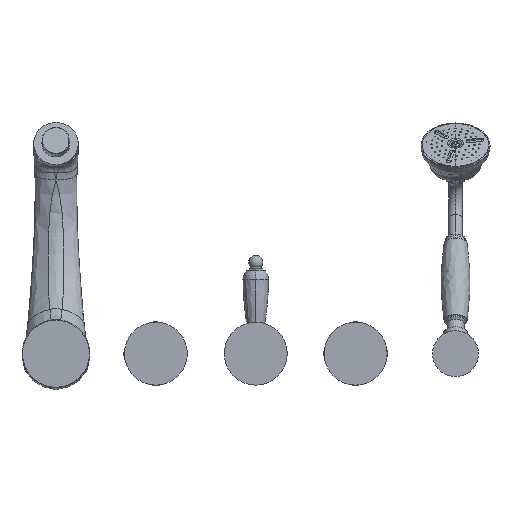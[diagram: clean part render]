
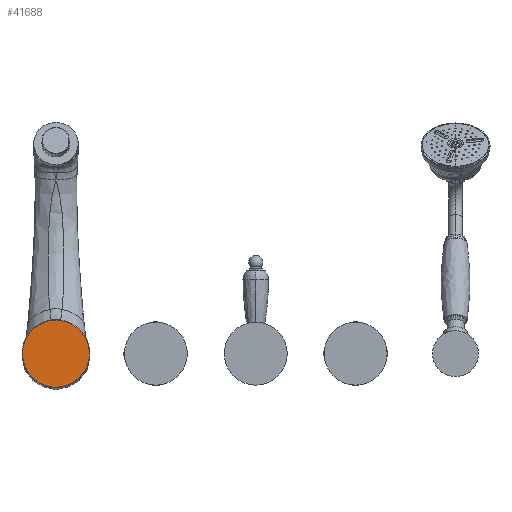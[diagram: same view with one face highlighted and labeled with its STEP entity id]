
A CAD part, front view. The second image highlights one B-rep face of the part: STEP entity #41688.
In plain terms, the highlighted planar face has unit normal (0, -1, 0).
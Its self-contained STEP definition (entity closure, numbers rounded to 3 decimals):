
#39749=CARTESIAN_POINT('',(-166.502,-25.2,-0.167));
#39750=CARTESIAN_POINT('',(-166.503,-25.2,-2.109));
#39751=CARTESIAN_POINT('',(-166.847,-25.2,-5.993));
#39752=CARTESIAN_POINT('',(-168.374,-25.2,-11.683));
#39753=CARTESIAN_POINT('',(-170.873,-25.2,-17.001));
#39754=CARTESIAN_POINT('',(-174.28,-25.2,-21.836));
#39755=CARTESIAN_POINT('',(-178.464,-25.2,-25.981));
#39756=CARTESIAN_POINT('',(-183.335,-25.2,-29.349));
#39757=CARTESIAN_POINT('',(-188.692,-25.2,-31.806));
#39758=CARTESIAN_POINT('',(-194.411,-25.2,-33.291));
#39759=CARTESIAN_POINT('',(-199.305,-25.2,-33.68));
#39760=CARTESIAN_POINT('',(-202.169,-25.2,-33.531));
#39761=CARTESIAN_POINT('',(-203.098,-25.2,-33.443));
#39763=CARTESIAN_POINT('',(-203.098,-25.2,-33.443));
#39764=CARTESIAN_POINT('',(-203.795,-25.2,-33.378));
#39765=CARTESIAN_POINT('',(-206.462,-25.2,-33.045));
#39766=CARTESIAN_POINT('',(-211.015,-25.2,-31.913));
#39767=CARTESIAN_POINT('',(-216.456,-25.2,-29.472));
#39768=CARTESIAN_POINT('',(-221.404,-25.2,-26.095));
#39769=CARTESIAN_POINT('',(-225.656,-25.2,-21.917));
#39770=CARTESIAN_POINT('',(-229.11,-25.2,-17.04));
#39771=CARTESIAN_POINT('',(-231.642,-25.2,-11.651));
#39772=CARTESIAN_POINT('',(-233.161,-25.2,-5.936));
#39773=CARTESIAN_POINT('',(-233.497,-25.2,-2.095));
#39774=CARTESIAN_POINT('',(-233.498,-25.2,-0.167));
#39776=CARTESIAN_POINT('',(-233.498,-25.2,-0.167));
#39777=CARTESIAN_POINT('',(-233.497,-25.2,1.844));
#39778=CARTESIAN_POINT('',(-233.13,-25.2,5.868));
#39779=CARTESIAN_POINT('',(-231.508,-25.2,11.744));
#39780=CARTESIAN_POINT('',(-228.849,-25.2,17.228));
#39781=CARTESIAN_POINT('',(-225.241,-25.2,22.17));
#39782=CARTESIAN_POINT('',(-220.809,-25.2,26.372));
#39783=CARTESIAN_POINT('',(-215.669,-25.2,29.729));
#39784=CARTESIAN_POINT('',(-210.043,-25.2,32.093));
#39785=CARTESIAN_POINT('',(-204.718,-25.2,33.267));
#39786=CARTESIAN_POINT('',(-201.347,-25.2,33.491));
#39787=CARTESIAN_POINT('',(-200.,-25.2,33.5));
#39789=CARTESIAN_POINT('',(-200.,-25.2,33.5));
#39790=CARTESIAN_POINT('',(-198.473,-25.2,33.49));
#39791=CARTESIAN_POINT('',(-194.93,-25.2,33.226));
#39792=CARTESIAN_POINT('',(-189.48,-25.2,31.935));
#39793=CARTESIAN_POINT('',(-183.932,-25.2,29.51));
#39794=CARTESIAN_POINT('',(-178.875,-25.2,26.116));
#39795=CARTESIAN_POINT('',(-174.524,-25.2,21.895));
#39796=CARTESIAN_POINT('',(-170.992,-25.2,16.956));
#39797=CARTESIAN_POINT('',(-168.4,-25.2,11.487));
#39798=CARTESIAN_POINT('',(-166.846,-25.2,5.684));
#39799=CARTESIAN_POINT('',(-166.503,-25.2,1.789));
#39800=CARTESIAN_POINT('',(-166.502,-25.2,-0.167));
#41204=VERTEX_POINT('',#39749);
#41205=VERTEX_POINT('',#39761);
#41209=VERTEX_POINT('',#39789);
#41211=VERTEX_POINT('',#39774);
#41676=CARTESIAN_POINT('',(-200.,-25.2,0.));
#41677=DIRECTION('',(0.,1.,0.));
#41678=DIRECTION('',(1.,0.,0.));
#41679=AXIS2_PLACEMENT_3D('',#41676,#41677,#41678);
#41680=PLANE('',#41679);
#41682=ORIENTED_EDGE('',*,*,#41681,.T.);
#41683=ORIENTED_EDGE('',*,*,#41662,.T.);
#41684=ORIENTED_EDGE('',*,*,#41315,.T.);
#41685=ORIENTED_EDGE('',*,*,#41388,.T.);
#41686=EDGE_LOOP('',(#41682,#41683,#41684,#41685));
#41687=FACE_OUTER_BOUND('',#41686,.F.);
#41688=ADVANCED_FACE('',(#41687),#41680,.F.);
#39762=B_SPLINE_CURVE_WITH_KNOTS('',3,(#39749,#39750,#39751,#39752,#39753,
#39754,#39755,#39756,#39757,#39758,#39759,#39760,#39761),.UNSPECIFIED.,.F.,.F.,(
4,1,1,1,1,1,1,1,1,1,4),(0.,0.105,0.211,
0.316,0.422,0.527,0.632,
0.738,0.843,0.948,1.),.UNSPECIFIED.);
#39775=B_SPLINE_CURVE_WITH_KNOTS('',3,(#39763,#39764,#39765,#39766,#39767,
#39768,#39769,#39770,#39771,#39772,#39773,#39774),.UNSPECIFIED.,.F.,.F.,(4,1,1,
1,1,1,1,1,1,4),(0.,0.042,0.162,0.282,
0.401,0.521,0.641,0.761,
0.88,1.),.UNSPECIFIED.);
#39788=B_SPLINE_CURVE_WITH_KNOTS('',3,(#39776,#39777,#39778,#39779,#39780,
#39781,#39782,#39783,#39784,#39785,#39786,#39787),.UNSPECIFIED.,.F.,.F.,(4,1,1,
1,1,1,1,1,1,4),(0.,0.115,0.231,0.346,
0.461,0.576,0.692,0.807,
0.922,1.),.UNSPECIFIED.);
#39801=B_SPLINE_CURVE_WITH_KNOTS('',3,(#39789,#39790,#39791,#39792,#39793,
#39794,#39795,#39796,#39797,#39798,#39799,#39800),.UNSPECIFIED.,.F.,.F.,(4,1,1,
1,1,1,1,1,1,4),(0.,0.088,0.202,0.316,
0.43,0.544,0.658,0.772,
0.886,1.),.UNSPECIFIED.);
#41315=EDGE_CURVE('',#41211,#41209,#39788,.T.);
#41388=EDGE_CURVE('',#41209,#41204,#39801,.T.);
#41662=EDGE_CURVE('',#41205,#41211,#39775,.T.);
#41681=EDGE_CURVE('',#41204,#41205,#39762,.T.);
